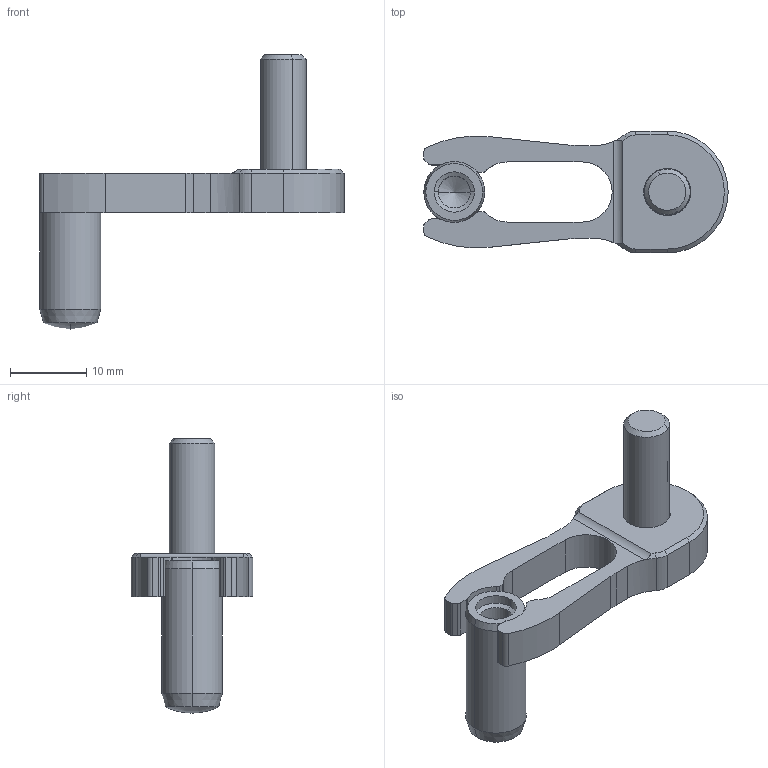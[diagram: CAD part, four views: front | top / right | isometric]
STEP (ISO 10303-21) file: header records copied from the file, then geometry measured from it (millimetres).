
FILE_DESCRIPTION (( 'STEP AP214' ), '1' );
FILE_NAME ('RC164008.STEP', '2022-04-06T15:28:58', ( '' ), ( '' ), 'SwSTEP 2.0', 'SolidWorks 2019', '' );
FILE_SCHEMA (( 'AUTOMOTIVE_DESIGN' ));
Length unit declared in the file: millimetre
Products named in the file (4): 9RC164008; 1DIN7991620_DIN 7991 - M6 x 20 --- 20C; RC164008; 1PCR7979820_ISO 8735-8x20-A-St
Assembly tree (3 placements, depth 2):
  RC164008
    9RC164008
    1PCR7979820_ISO 8735-8x20-A-St
    1DIN7991620_DIN 7991 - M6 x 20 --- 20C
Bounding box: 40 x 16 x 36.05 mm (x, y, z)
Volume: 3043.5 mm3; surface area: 2887 mm2
Topology: 3 solids, 3 shells, 102 faces, 251 edges, 153 vertices
Faces by surface type: cylinder 41, plane 36, cone 21, sphere 2, torus 2
Entity records: 3192 total; most frequent: DIRECTION 568, CARTESIAN_POINT 524, ORIENTED_EDGE 494, EDGE_CURVE 247, AXIS2_PLACEMENT_3D 215, VERTEX_POINT 153, VECTOR 138, LINE 138
